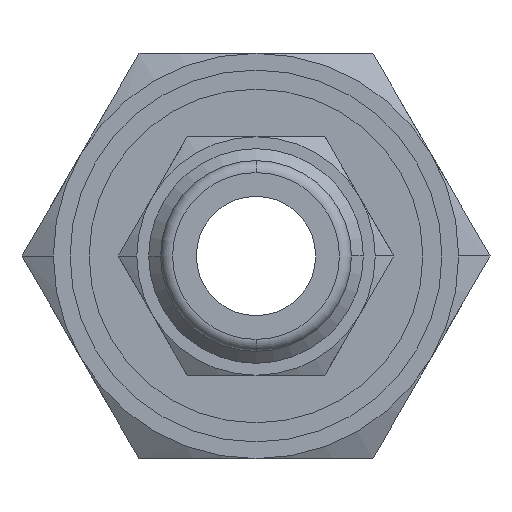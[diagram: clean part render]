
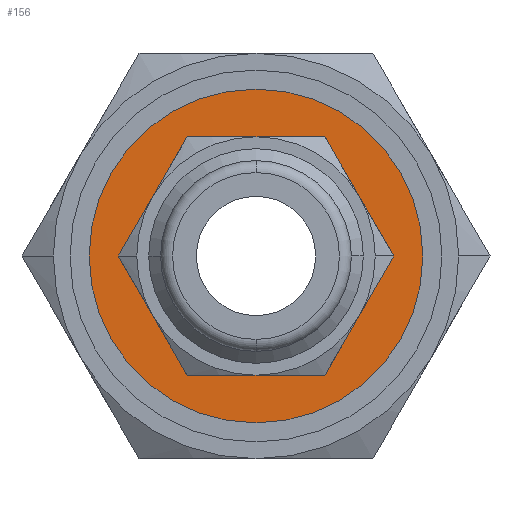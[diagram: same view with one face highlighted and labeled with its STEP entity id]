
A CAD part, front view. The second image highlights one B-rep face of the part: STEP entity #156.
In plain terms, the highlighted planar face has unit normal (0, -1, 0).
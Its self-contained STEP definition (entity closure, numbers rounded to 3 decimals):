
#156=ADVANCED_FACE('',(#359,#360),#361,.T.);
#359=FACE_OUTER_BOUND('',#614,.T.);
#360=FACE_BOUND('',#615,.T.);
#361=PLANE('',#616);
#614=EDGE_LOOP('',(#989,#990));
#615=EDGE_LOOP('',(#991,#992));
#616=AXIS2_PLACEMENT_3D('',#993,#994,#995);
#989=ORIENTED_EDGE('',*,*,#1557,.T.);
#990=ORIENTED_EDGE('',*,*,#1558,.T.);
#991=ORIENTED_EDGE('',*,*,#1559,.F.);
#992=ORIENTED_EDGE('',*,*,#1508,.F.);
#993=CARTESIAN_POINT('',(0.0,23.5,0.0));
#994=DIRECTION('',(0.0,-1.0,0.0));
#995=DIRECTION('',(-1.0,0.0,0.0));
#1508=EDGE_CURVE('',#1799,#1801,#1802,.T.);
#1557=EDGE_CURVE('',#1874,#1875,#1876,.T.);
#1558=EDGE_CURVE('',#1875,#1874,#1877,.T.);
#1559=EDGE_CURVE('',#1801,#1799,#1878,.T.);
#1799=VERTEX_POINT('',#2338);
#1801=VERTEX_POINT('',#2341);
#1802=CIRCLE('',#2342,4.5);
#1874=VERTEX_POINT('',#2547);
#1875=VERTEX_POINT('',#2548);
#1876=CIRCLE('',#2549,7.0);
#1877=CIRCLE('',#2550,7.0);
#1878=CIRCLE('',#2551,4.5);
#2338=CARTESIAN_POINT('',(4.5,23.5,0.));
#2341=CARTESIAN_POINT('',(-4.5,23.5,0.));
#2342=AXIS2_PLACEMENT_3D('',#3039,#3040,#3041);
#2547=CARTESIAN_POINT('',(7.0,23.5,0.0));
#2548=CARTESIAN_POINT('',(-7.0,23.5,0.));
#2549=AXIS2_PLACEMENT_3D('',#3090,#3091,#3092);
#2550=AXIS2_PLACEMENT_3D('',#3093,#3094,#3095);
#2551=AXIS2_PLACEMENT_3D('',#3096,#3097,#3098);
#3039=CARTESIAN_POINT('',(0.0,23.5,0.0));
#3040=DIRECTION('',(0.0,-1.0,0.0));
#3041=DIRECTION('',(1.0,0.0,0.0));
#3090=CARTESIAN_POINT('',(0.0,23.5,0.0));
#3091=DIRECTION('',(0.0,-1.0,0.0));
#3092=DIRECTION('',(1.0,0.0,0.0));
#3093=CARTESIAN_POINT('',(0.0,23.5,0.0));
#3094=DIRECTION('',(0.0,-1.0,0.0));
#3095=DIRECTION('',(1.0,0.0,0.0));
#3096=CARTESIAN_POINT('',(0.0,23.5,0.0));
#3097=DIRECTION('',(0.0,-1.0,0.0));
#3098=DIRECTION('',(1.0,0.0,0.0));
